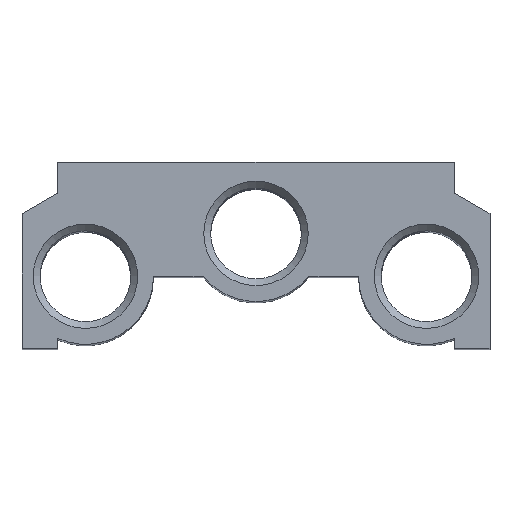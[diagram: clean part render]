
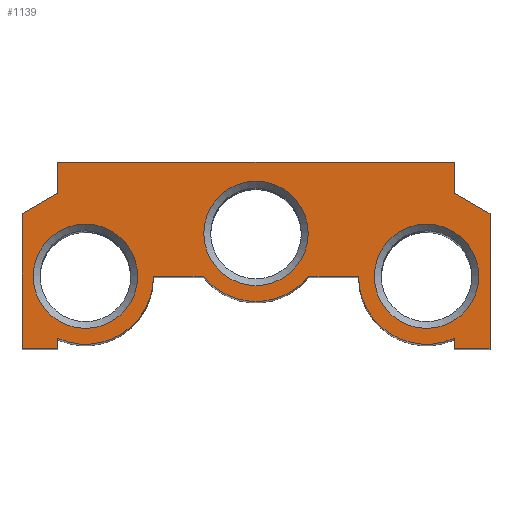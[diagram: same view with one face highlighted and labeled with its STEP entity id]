
A CAD part, top view. The second image highlights one B-rep face of the part: STEP entity #1139.
In plain terms, the highlighted planar face has unit normal (0, 0, 1).
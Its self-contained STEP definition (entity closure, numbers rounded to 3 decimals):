
#51=LINE('',#1810,#101);
#55=LINE('',#1818,#105);
#58=LINE('',#1824,#108);
#61=LINE('',#1830,#111);
#65=LINE('',#1846,#115);
#69=LINE('',#1862,#119);
#73=LINE('',#1874,#123);
#76=LINE('',#1880,#126);
#79=LINE('',#1886,#129);
#82=LINE('',#1892,#132);
#85=LINE('',#1898,#135);
#88=LINE('',#1944,#138);
#90=LINE('',#1947,#140);
#101=VECTOR('',#1371,1000.);
#105=VECTOR('',#1377,1000.);
#108=VECTOR('',#1382,1000.);
#111=VECTOR('',#1387,1000.);
#115=VECTOR('',#1403,1000.);
#119=VECTOR('',#1419,1000.);
#123=VECTOR('',#1431,1000.);
#126=VECTOR('',#1436,1000.);
#129=VECTOR('',#1441,1000.);
#132=VECTOR('',#1446,1000.);
#135=VECTOR('',#1451,1000.);
#138=VECTOR('',#1496,1000.);
#140=VECTOR('',#1500,1000.);
#162=PLANE('',#1260);
#284=ORIENTED_EDGE('',*,*,#526,.T.);
#285=ORIENTED_EDGE('',*,*,#527,.T.);
#286=ORIENTED_EDGE('',*,*,#528,.T.);
#287=ORIENTED_EDGE('',*,*,#456,.T.);
#288=ORIENTED_EDGE('',*,*,#460,.T.);
#289=ORIENTED_EDGE('',*,*,#463,.T.);
#290=ORIENTED_EDGE('',*,*,#466,.T.);
#291=ORIENTED_EDGE('',*,*,#469,.T.);
#292=ORIENTED_EDGE('',*,*,#474,.T.);
#293=ORIENTED_EDGE('',*,*,#477,.T.);
#294=ORIENTED_EDGE('',*,*,#482,.T.);
#295=ORIENTED_EDGE('',*,*,#485,.T.);
#296=ORIENTED_EDGE('',*,*,#488,.T.);
#297=ORIENTED_EDGE('',*,*,#491,.T.);
#298=ORIENTED_EDGE('',*,*,#494,.T.);
#299=ORIENTED_EDGE('',*,*,#497,.T.);
#300=ORIENTED_EDGE('',*,*,#500,.T.);
#301=ORIENTED_EDGE('',*,*,#523,.T.);
#302=ORIENTED_EDGE('',*,*,#525,.T.);
#456=EDGE_CURVE('',#588,#587,#51,.T.);
#460=EDGE_CURVE('',#587,#590,#55,.T.);
#463=EDGE_CURVE('',#590,#592,#58,.T.);
#466=EDGE_CURVE('',#592,#594,#61,.T.);
#469=EDGE_CURVE('',#594,#596,#697,.T.);
#474=EDGE_CURVE('',#596,#600,#65,.T.);
#477=EDGE_CURVE('',#600,#602,#701,.T.);
#482=EDGE_CURVE('',#602,#606,#69,.T.);
#485=EDGE_CURVE('',#606,#608,#705,.T.);
#488=EDGE_CURVE('',#608,#610,#73,.T.);
#491=EDGE_CURVE('',#610,#612,#76,.T.);
#494=EDGE_CURVE('',#612,#614,#79,.T.);
#497=EDGE_CURVE('',#614,#616,#82,.T.);
#500=EDGE_CURVE('',#616,#618,#85,.T.);
#523=EDGE_CURVE('',#618,#640,#88,.T.);
#525=EDGE_CURVE('',#640,#588,#90,.T.);
#526=EDGE_CURVE('',#641,#641,#726,.T.);
#527=EDGE_CURVE('',#642,#642,#727,.T.);
#528=EDGE_CURVE('',#643,#643,#728,.T.);
#587=VERTEX_POINT('',#1809);
#588=VERTEX_POINT('',#1811);
#590=VERTEX_POINT('',#1817);
#592=VERTEX_POINT('',#1823);
#594=VERTEX_POINT('',#1829);
#596=VERTEX_POINT('',#1835);
#600=VERTEX_POINT('',#1845);
#602=VERTEX_POINT('',#1851);
#606=VERTEX_POINT('',#1861);
#608=VERTEX_POINT('',#1867);
#610=VERTEX_POINT('',#1873);
#612=VERTEX_POINT('',#1879);
#614=VERTEX_POINT('',#1885);
#616=VERTEX_POINT('',#1891);
#618=VERTEX_POINT('',#1897);
#640=VERTEX_POINT('',#1943);
#641=VERTEX_POINT('',#1950);
#642=VERTEX_POINT('',#1952);
#643=VERTEX_POINT('',#1954);
#697=CIRCLE('',#1220,8.579);
#701=CIRCLE('',#1226,8.578);
#705=CIRCLE('',#1232,8.579);
#726=CIRCLE('',#1261,6.579);
#727=CIRCLE('',#1262,6.579);
#728=CIRCLE('',#1263,6.579);
#813=EDGE_LOOP('',(#284));
#814=EDGE_LOOP('',(#285));
#815=EDGE_LOOP('',(#286));
#816=EDGE_LOOP('',(#287,#288,#289,#290,#291,#292,#293,#294,#295,#296,#297,
#298,#299,#300,#301,#302));
#973=FACE_BOUND('',#813,.T.);
#974=FACE_BOUND('',#814,.T.);
#975=FACE_BOUND('',#815,.T.);
#976=FACE_BOUND('',#816,.T.);
#1139=ADVANCED_FACE('',(#973,#974,#975,#976),#162,.T.);
#1220=AXIS2_PLACEMENT_3D('',#1836,#1393,#1394);
#1226=AXIS2_PLACEMENT_3D('',#1852,#1409,#1410);
#1232=AXIS2_PLACEMENT_3D('',#1868,#1425,#1426);
#1260=AXIS2_PLACEMENT_3D('',#1948,#1501,#1502);
#1261=AXIS2_PLACEMENT_3D('',#1949,#1503,#1504);
#1262=AXIS2_PLACEMENT_3D('',#1951,#1505,#1506);
#1263=AXIS2_PLACEMENT_3D('',#1953,#1507,#1508);
#1371=DIRECTION('',(-0.866,-0.5,0.));
#1377=DIRECTION('',(0.,-1.,0.));
#1382=DIRECTION('',(1.,0.,0.));
#1387=DIRECTION('',(0.,1.,0.));
#1393=DIRECTION('',(0.,0.,1.));
#1394=DIRECTION('',(1.,0.,0.));
#1403=DIRECTION('',(1.,0.,0.));
#1409=DIRECTION('',(0.,0.,1.));
#1410=DIRECTION('',(1.,0.,0.));
#1419=DIRECTION('',(1.,0.,0.));
#1425=DIRECTION('',(0.,0.,1.));
#1426=DIRECTION('',(1.,0.,0.));
#1431=DIRECTION('',(0.,-1.,0.));
#1436=DIRECTION('',(1.,0.,0.));
#1441=DIRECTION('',(0.,1.,0.));
#1446=DIRECTION('',(-0.866,0.5,0.));
#1451=DIRECTION('',(0.,1.,0.));
#1496=DIRECTION('',(-1.,0.,0.));
#1500=DIRECTION('',(0.,-1.,0.));
#1501=DIRECTION('',(0.,0.,1.));
#1502=DIRECTION('',(1.,0.,0.));
#1503=DIRECTION('',(0.,0.,-1.));
#1504=DIRECTION('',(-1.,0.,0.));
#1505=DIRECTION('',(0.,0.,-1.));
#1506=DIRECTION('',(-1.,0.,0.));
#1507=DIRECTION('',(0.,0.,-1.));
#1508=DIRECTION('',(-1.,0.,0.));
#1809=CARTESIAN_POINT('',(-29.5,16.985,115.));
#1810=CARTESIAN_POINT('',(-25.,19.583,115.));
#1811=CARTESIAN_POINT('',(-25.,19.583,115.));
#1817=CARTESIAN_POINT('',(-29.5,0.,115.));
#1818=CARTESIAN_POINT('',(-29.5,16.985,115.));
#1823=CARTESIAN_POINT('',(-25.,0.,115.));
#1824=CARTESIAN_POINT('',(-29.5,0.,115.));
#1829=CARTESIAN_POINT('',(-25.,1.268,115.));
#1830=CARTESIAN_POINT('',(-25.,0.,115.));
#1835=CARTESIAN_POINT('',(-12.922,9.1,115.));
#1836=CARTESIAN_POINT('',(-21.5,9.1,115.));
#1845=CARTESIAN_POINT('',(-6.666,9.1,115.));
#1846=CARTESIAN_POINT('',(-12.922,9.1,115.));
#1851=CARTESIAN_POINT('',(6.666,9.1,115.));
#1852=CARTESIAN_POINT('',(0.,14.5,115.));
#1861=CARTESIAN_POINT('',(12.922,9.1,115.));
#1862=CARTESIAN_POINT('',(6.666,9.1,115.));
#1867=CARTESIAN_POINT('',(25.,1.268,115.));
#1868=CARTESIAN_POINT('',(21.5,9.1,115.));
#1873=CARTESIAN_POINT('',(25.,0.,115.));
#1874=CARTESIAN_POINT('',(25.,1.268,115.));
#1879=CARTESIAN_POINT('',(29.5,0.,115.));
#1880=CARTESIAN_POINT('',(25.,0.,115.));
#1885=CARTESIAN_POINT('',(29.5,16.985,115.));
#1886=CARTESIAN_POINT('',(29.5,0.,115.));
#1891=CARTESIAN_POINT('',(25.,19.583,115.));
#1892=CARTESIAN_POINT('',(29.5,16.985,115.));
#1897=CARTESIAN_POINT('',(25.,23.5,115.));
#1898=CARTESIAN_POINT('',(25.,19.583,115.));
#1943=CARTESIAN_POINT('',(-25.,23.5,115.));
#1944=CARTESIAN_POINT('',(25.,23.5,115.));
#1947=CARTESIAN_POINT('',(-25.,23.5,115.));
#1948=CARTESIAN_POINT('',(-21.5,9.1,115.));
#1949=CARTESIAN_POINT('',(0.,14.5,115.));
#1950=CARTESIAN_POINT('',(-6.579,14.5,115.));
#1951=CARTESIAN_POINT('',(-21.5,9.1,115.));
#1952=CARTESIAN_POINT('',(-28.079,9.1,115.));
#1953=CARTESIAN_POINT('',(21.5,9.1,115.));
#1954=CARTESIAN_POINT('',(14.922,9.1,115.));
